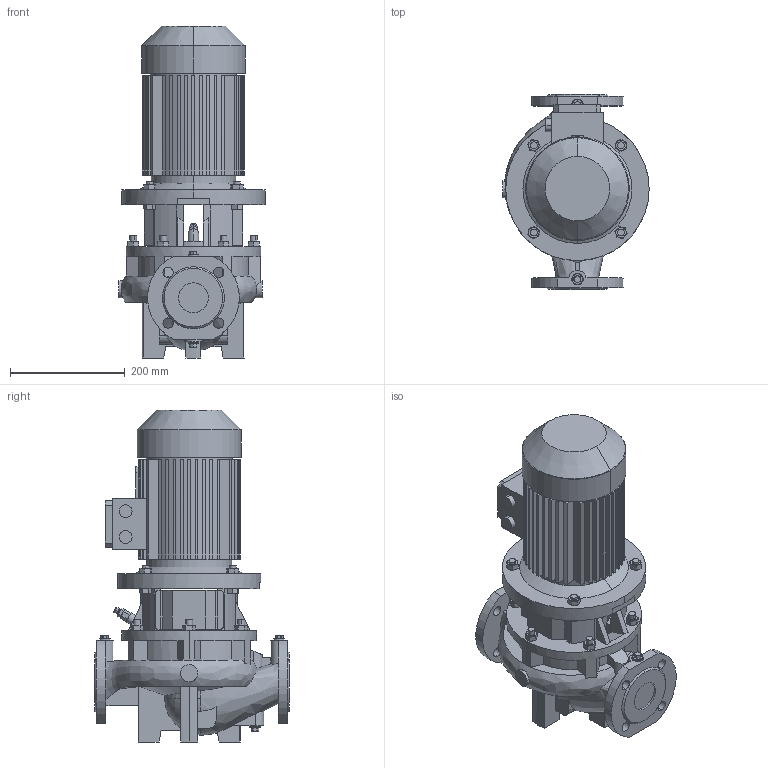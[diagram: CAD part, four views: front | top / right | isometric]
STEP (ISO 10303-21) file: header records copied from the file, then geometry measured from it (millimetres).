
FILE_DESCRIPTION (( 'STEP AP203' ), '1' );
FILE_NAME ('枅-313-000-313-007-01-10.step', '2025-02-11T17:05:15', ( 'adb' ), ( '' ), 'SwSTEP 2.0', 'SolidWorks 2016', '' );
FILE_SCHEMA (( 'CONFIG_CONTROL_DESIGN' ));
Length unit declared in the file: millimetre
Products named in the file (1): 枅-313-000-313-007-01-10
Bounding box: 255 x 340 x 579 mm (x, y, z)
Volume: 12631841.4 mm3; surface area: 1166612.3 mm2
Topology: 8 solids, 20 shells, 931 faces, 2414 edges, 1581 vertices
Faces by surface type: plane 494, cylinder 325, cone 96, bspline 11, sphere 5
Entity records: 34142 total; most frequent: CARTESIAN_POINT 11054, ORIENTED_EDGE 4824, DIRECTION 4772, EDGE_CURVE 2412, AXIS2_PLACEMENT_3D 1760, VERTEX_POINT 1581, VECTOR 1252, LINE 1252
